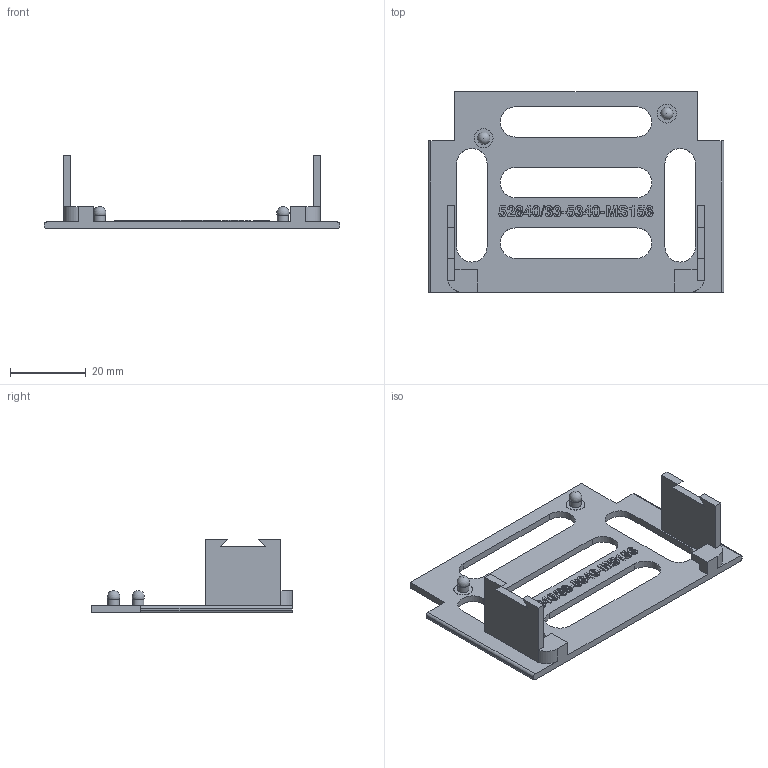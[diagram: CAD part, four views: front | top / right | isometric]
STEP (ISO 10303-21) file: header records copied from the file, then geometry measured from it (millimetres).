
FILE_DESCRIPTION(('Open CASCADE Model'),'2;1');
FILE_NAME('Open CASCADE Shape Model','2025-05-19T13:28:25',('Author'),( 'Open CASCADE'),'Open CASCADE STEP processor 7.7','Open CASCADE 7.7' ,'Unknown');
FILE_SCHEMA(('AUTOMOTIVE_DESIGN { 1 0 10303 214 1 1 1 1 }'));
Length unit declared in the file: millimetre
Products named in the file (1): Open CASCADE STEP translator 7.7 75
Bounding box: 78 x 53 x 19.5 mm (x, y, z)
Volume: 6403.9 mm3; surface area: 8224.1 mm2
Topology: 1 solids, 1 shells, 475 faces, 1333 edges, 888 vertices
Faces by surface type: extrusion 272, plane 181, cylinder 20, sphere 2
Full cylindrical faces by diameter (mm): 3 x2, 5 x2
Entity records: 32910 total; most frequent: CARTESIAN_POINT 8137, DIRECTION 3617, VECTOR 3097, LINE 2825, ORIENTED_EDGE 2662, PCURVE 2662, DEFINITIONAL_REPRESENTATION 2662, B_SPLINE_CURVE_WITH_KNOTS 1360
